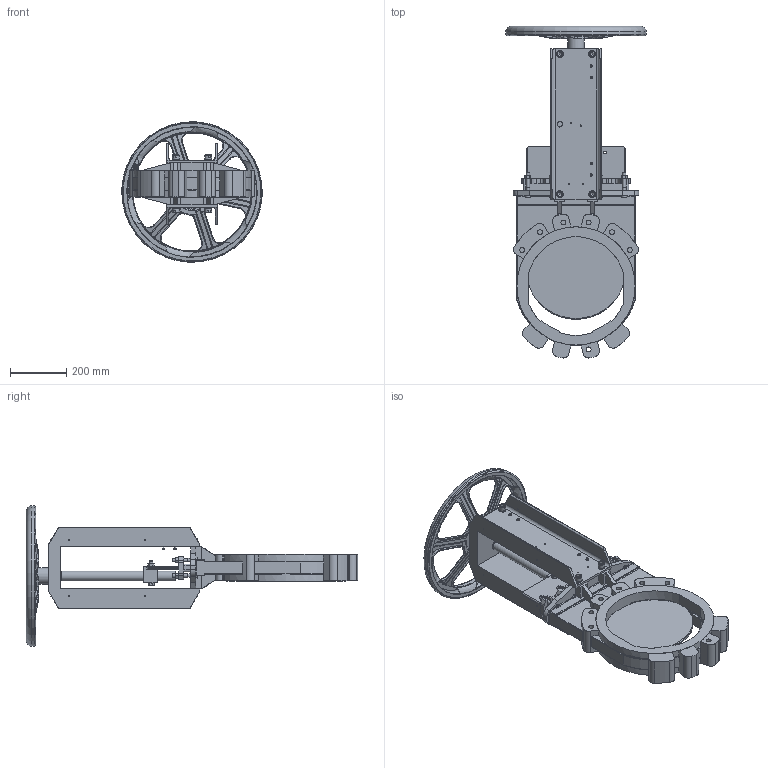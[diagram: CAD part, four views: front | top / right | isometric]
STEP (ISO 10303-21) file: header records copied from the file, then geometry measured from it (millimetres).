
FILE_DESCRIPTION(/* description */ ('178350'),/* implementation_level */ '2;1');
FILE_NAME(/* name */ '178350.stp',/* time_stamp */ '2019-02-18T11:49:05+01:00',/* author */ ('jmorand'),/* organization */ ('Sferaco'),/* preprocessor_version */ 'ST-DEVELOPER v17',/* originating_system */ 'Autodesk Inventor 2019',/* authorisation */ '');
FILE_SCHEMA (('AP203_CONFIGURATION_CONTROLLED_3D_DESIGN_OF_MECHANICAL_PARTS_AND_ASSEMBLIES_MIM_LF { 1 0 10303 203 3 1 4 }','AUTOMOTIVE_DESIGN { 1 0 10303 214 3 1 1 }'));
Products named in the file (1): 178350
Bounding box: 499.61 x 1179.8 x 499.61 mm (x, y, z)
Volume: 17303039.5 mm3; surface area: 2353487.6 mm2
Topology: 52 solids, 70 shells, 2314 faces, 6196 edges, 4074 vertices
Faces by surface type: plane 968, cylinder 624, cone 329, bspline 322, torus 67, sphere 4
Full cylindrical faces by diameter (mm): 3.5 x4, 4.2 x16, 5 x6, 6 x4, 6.8 x1, 8 x4, 8.376 x1, 8.5 x2, 10.2 x8, 10.5 x1, 12 x35, 13 x13, 14 x8, 16 x8, 17.5 x13, 18 x8, 20 x1, 24 x16, 29 x1, 35 x2, 52 x1, 60 x2, 362 x2, 420 x2, 425 x1, 464 x1, 495 x1, 500 x1
Entity records: 88604 total; most frequent: CARTESIAN_POINT 31575, ORIENTED_EDGE 12324, DIRECTION 10828, EDGE_CURVE 6162, AXIS2_PLACEMENT_3D 4080, VERTEX_POINT 4074, LINE 2668, VECTOR 2668
